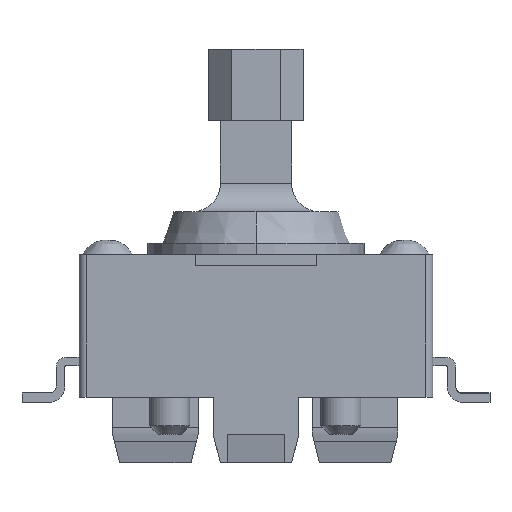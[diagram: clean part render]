
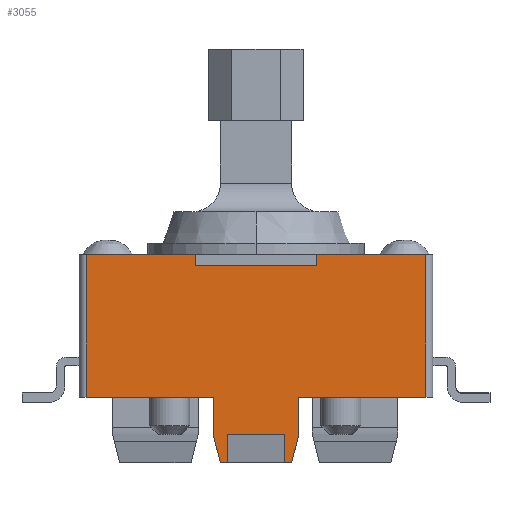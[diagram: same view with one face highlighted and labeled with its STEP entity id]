
A CAD part, front view. The second image highlights one B-rep face of the part: STEP entity #3055.
In plain terms, the highlighted planar face has unit normal (0, -1, 0).
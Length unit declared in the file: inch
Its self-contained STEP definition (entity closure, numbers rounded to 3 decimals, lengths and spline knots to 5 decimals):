
#93 = EDGE_CURVE ( 'NONE', #5820, #7583, #8000, .T. ) ;
#183 = AXIS2_PLACEMENT_3D ( 'NONE', #6353, #5963, #10364 ) ;
#259 = ORIENTED_EDGE ( 'NONE', *, *, #635, .T. ) ;
#309 = LINE ( 'NONE', #14079, #5904 ) ;
#402 = VERTEX_POINT ( 'NONE', #7949 ) ;
#403 = CARTESIAN_POINT ( 'NONE',  ( 0.23425, -0.24409, 0.1063 ) ) ;
#546 = CARTESIAN_POINT ( 'NONE',  ( -0.05906, -0.24409, -0.09055 ) ) ;
#576 = EDGE_CURVE ( 'NONE', #12294, #8905, #9356, .T. ) ;
#592 = EDGE_CURVE ( 'NONE', #10326, #891, #5549, .T. ) ;
#635 = EDGE_CURVE ( 'NONE', #891, #7583, #8511, .T. ) ;
#658 = VECTOR ( 'NONE', #1393, 39.37008 ) ;
#697 = CARTESIAN_POINT ( 'NONE',  ( -0.08366, -0.24409, 0.09055 ) ) ;
#754 = VERTEX_POINT ( 'NONE', #7547 ) ;
#768 = CARTESIAN_POINT ( 'NONE',  ( -0.05906, -0.24409, -0.09055 ) ) ;
#891 = VERTEX_POINT ( 'NONE', #546 ) ;
#1006 = VECTOR ( 'NONE', #11564, 39.37008 ) ;
#1245 = VECTOR ( 'NONE', #10108, 39.37008 ) ;
#1364 = EDGE_CURVE ( 'NONE', #9320, #3785, #9691, .T. ) ;
#1377 = EDGE_CURVE ( 'NONE', #5820, #754, #10903, .T. ) ;
#1393 = DIRECTION ( 'NONE',  ( 1., 0., 0. ) ) ;
#1496 = LINE ( 'NONE', #7714, #3378 ) ;
#1660 = DIRECTION ( 'NONE',  ( 1., 0., 0. ) ) ;
#1734 = ORIENTED_EDGE ( 'NONE', *, *, #12296, .F. ) ;
#1830 = CARTESIAN_POINT ( 'NONE',  ( -0.23425, -0.24409, -0.09055 ) ) ;
#1863 = LINE ( 'NONE', #4529, #12272 ) ;
#2020 = VERTEX_POINT ( 'NONE', #6651 ) ;
#2050 = DIRECTION ( 'NONE',  ( -0.243, 0., 0.97 ) ) ;
#2219 = VECTOR ( 'NONE', #3831, 39.37008 ) ;
#2302 = CARTESIAN_POINT ( 'NONE',  ( -0.23425, -0.24409, -0.09055 ) ) ;
#2340 = CARTESIAN_POINT ( 'NONE',  ( -0.03937, -0.24409, -0.14173 ) ) ;
#2371 = VECTOR ( 'NONE', #1660, 39.37008 ) ;
#2420 = CARTESIAN_POINT ( 'NONE',  ( -0.08366, -0.24409, 0.1063 ) ) ;
#2583 = CARTESIAN_POINT ( 'NONE',  ( 0.05906, -0.24409, -0.14173 ) ) ;
#2688 = EDGE_CURVE ( 'NONE', #6423, #13572, #7930, .T. ) ;
#3055 = ADVANCED_FACE ( 'NONE', ( #7634 ), #11973, .T. ) ;
#3162 = EDGE_CURVE ( 'NONE', #9247, #13572, #6608, .T. ) ;
#3284 = CARTESIAN_POINT ( 'NONE',  ( 0.03937, -0.24409, -0.14173 ) ) ;
#3378 = VECTOR ( 'NONE', #6525, 39.37008 ) ;
#3401 = EDGE_CURVE ( 'NONE', #402, #3785, #309, .T. ) ;
#3785 = VERTEX_POINT ( 'NONE', #5884 ) ;
#3811 = DIRECTION ( 'NONE',  ( -1., 0., 0. ) ) ;
#3831 = DIRECTION ( 'NONE',  ( 1., 0., 0. ) ) ;
#3837 = DIRECTION ( 'NONE',  ( 0., 0., 1. ) ) ;
#3935 = DIRECTION ( 'NONE',  ( 0., 0., -1. ) ) ;
#4006 = DIRECTION ( 'NONE',  ( 1., 0., 0. ) ) ;
#4026 = LINE ( 'NONE', #10791, #13955 ) ;
#4081 = EDGE_CURVE ( 'NONE', #754, #9247, #1863, .T. ) ;
#4135 = VECTOR ( 'NONE', #6406, 39.37008 ) ;
#4212 = ORIENTED_EDGE ( 'NONE', *, *, #1364, .F. ) ;
#4529 = CARTESIAN_POINT ( 'NONE',  ( -0.03937, -0.24409, -0.1811 ) ) ;
#4788 = VECTOR ( 'NONE', #3837, 39.37008 ) ;
#5086 = CARTESIAN_POINT ( 'NONE',  ( -0.08366, -0.24409, 0.1063 ) ) ;
#5133 = EDGE_CURVE ( 'NONE', #5266, #12294, #1496, .T. ) ;
#5149 = DIRECTION ( 'NONE',  ( 1., 0., 0. ) ) ;
#5266 = VERTEX_POINT ( 'NONE', #13472 ) ;
#5273 = LINE ( 'NONE', #2420, #1245 ) ;
#5291 = ORIENTED_EDGE ( 'NONE', *, *, #10808, .T. ) ;
#5426 = ORIENTED_EDGE ( 'NONE', *, *, #2688, .F. ) ;
#5477 = CARTESIAN_POINT ( 'NONE',  ( -0.04921, -0.24409, -0.1811 ) ) ;
#5549 = LINE ( 'NONE', #7158, #2219 ) ;
#5820 = VERTEX_POINT ( 'NONE', #7055 ) ;
#5884 = CARTESIAN_POINT ( 'NONE',  ( 0.23425, -0.24409, -0.09055 ) ) ;
#5898 = CARTESIAN_POINT ( 'NONE',  ( 0.03937, -0.24409, -0.1811 ) ) ;
#5904 = VECTOR ( 'NONE', #4006, 39.37008 ) ;
#5963 = DIRECTION ( 'NONE',  ( 0., -1., 0. ) ) ;
#6034 = VECTOR ( 'NONE', #7063, 39.37008 ) ;
#6297 = ORIENTED_EDGE ( 'NONE', *, *, #4081, .T. ) ;
#6353 = CARTESIAN_POINT ( 'NONE',  ( -0.25768, -0.24409, 0.12067 ) ) ;
#6406 = DIRECTION ( 'NONE',  ( 0., 0., -1. ) ) ;
#6423 = VERTEX_POINT ( 'NONE', #5898 ) ;
#6525 = DIRECTION ( 'NONE',  ( -1., 0., 0. ) ) ;
#6606 = EDGE_CURVE ( 'NONE', #6423, #2020, #6695, .T. ) ;
#6608 = LINE ( 'NONE', #9133, #658 ) ;
#6651 = CARTESIAN_POINT ( 'NONE',  ( 0.04921, -0.24409, -0.1811 ) ) ;
#6695 = LINE ( 'NONE', #13027, #12400 ) ;
#6915 = ORIENTED_EDGE ( 'NONE', *, *, #592, .T. ) ;
#7055 = CARTESIAN_POINT ( 'NONE',  ( -0.04921, -0.24409, -0.1811 ) ) ;
#7057 = CARTESIAN_POINT ( 'NONE',  ( -0.05906, -0.24409, -0.14173 ) ) ;
#7063 = DIRECTION ( 'NONE',  ( 0., 0., 1. ) ) ;
#7158 = CARTESIAN_POINT ( 'NONE',  ( -0.23425, -0.24409, -0.09055 ) ) ;
#7197 = VERTEX_POINT ( 'NONE', #14155 ) ;
#7261 = CARTESIAN_POINT ( 'NONE',  ( -0.08366, -0.24409, 0.09055 ) ) ;
#7281 = EDGE_CURVE ( 'NONE', #9191, #2020, #4026, .T. ) ;
#7372 = ORIENTED_EDGE ( 'NONE', *, *, #93, .F. ) ;
#7493 = EDGE_CURVE ( 'NONE', #8905, #7197, #5273, .T. ) ;
#7547 = CARTESIAN_POINT ( 'NONE',  ( -0.03937, -0.24409, -0.1811 ) ) ;
#7583 = VERTEX_POINT ( 'NONE', #7057 ) ;
#7634 = FACE_OUTER_BOUND ( 'NONE', #8234, .T. ) ;
#7714 = CARTESIAN_POINT ( 'NONE',  ( 0.08366, -0.24409, 0.09055 ) ) ;
#7750 = LINE ( 'NONE', #2583, #4788 ) ;
#7930 = LINE ( 'NONE', #8330, #6034 ) ;
#7949 = CARTESIAN_POINT ( 'NONE',  ( 0.05906, -0.24409, -0.09055 ) ) ;
#8000 = LINE ( 'NONE', #5477, #13538 ) ;
#8234 = EDGE_LOOP ( 'NONE', ( #4212, #10170, #5291, #12009, #8822, #9094, #1734, #6915, #259, #7372, #11854, #6297, #12034, #5426, #13448, #13398, #13102, #10143 ) ) ;
#8330 = CARTESIAN_POINT ( 'NONE',  ( 0.03937, -0.24409, -0.1811 ) ) ;
#8377 = LINE ( 'NONE', #1830, #9397 ) ;
#8383 = CARTESIAN_POINT ( 'NONE',  ( 0.23425, -0.24409, 0.1063 ) ) ;
#8511 = LINE ( 'NONE', #768, #4135 ) ;
#8766 = LINE ( 'NONE', #9842, #13437 ) ;
#8822 = ORIENTED_EDGE ( 'NONE', *, *, #576, .T. ) ;
#8905 = VERTEX_POINT ( 'NONE', #5086 ) ;
#9094 = ORIENTED_EDGE ( 'NONE', *, *, #7493, .T. ) ;
#9133 = CARTESIAN_POINT ( 'NONE',  ( -0.03937, -0.24409, -0.14173 ) ) ;
#9191 = VERTEX_POINT ( 'NONE', #11281 ) ;
#9247 = VERTEX_POINT ( 'NONE', #2340 ) ;
#9320 = VERTEX_POINT ( 'NONE', #403 ) ;
#9356 = LINE ( 'NONE', #7261, #1006 ) ;
#9392 = EDGE_CURVE ( 'NONE', #9191, #402, #7750, .T. ) ;
#9397 = VECTOR ( 'NONE', #10720, 39.37008 ) ;
#9664 = CARTESIAN_POINT ( 'NONE',  ( 0.08366, -0.24409, 0.1063 ) ) ;
#9691 = LINE ( 'NONE', #8383, #13858 ) ;
#9842 = CARTESIAN_POINT ( 'NONE',  ( 0.08366, -0.24409, 0.1063 ) ) ;
#9929 = DIRECTION ( 'NONE',  ( 0., 0., -1. ) ) ;
#10089 = VERTEX_POINT ( 'NONE', #9664 ) ;
#10108 = DIRECTION ( 'NONE',  ( -1., 0., 0. ) ) ;
#10143 = ORIENTED_EDGE ( 'NONE', *, *, #3401, .T. ) ;
#10170 = ORIENTED_EDGE ( 'NONE', *, *, #12264, .T. ) ;
#10211 = DIRECTION ( 'NONE',  ( 0., 0., 1. ) ) ;
#10326 = VERTEX_POINT ( 'NONE', #2302 ) ;
#10364 = DIRECTION ( 'NONE',  ( 0., 0., -1. ) ) ;
#10720 = DIRECTION ( 'NONE',  ( 0., 0., 1. ) ) ;
#10791 = CARTESIAN_POINT ( 'NONE',  ( 0.05906, -0.24409, -0.14173 ) ) ;
#10808 = EDGE_CURVE ( 'NONE', #10089, #5266, #8766, .T. ) ;
#10848 = DIRECTION ( 'NONE',  ( -0.243, 0., -0.97 ) ) ;
#10903 = LINE ( 'NONE', #11567, #2371 ) ;
#11281 = CARTESIAN_POINT ( 'NONE',  ( 0.05906, -0.24409, -0.14173 ) ) ;
#11564 = DIRECTION ( 'NONE',  ( 0., 0., 1. ) ) ;
#11567 = CARTESIAN_POINT ( 'NONE',  ( -0.04921, -0.24409, -0.1811 ) ) ;
#11854 = ORIENTED_EDGE ( 'NONE', *, *, #1377, .T. ) ;
#11973 = PLANE ( 'NONE',  #183 ) ;
#12009 = ORIENTED_EDGE ( 'NONE', *, *, #5133, .T. ) ;
#12034 = ORIENTED_EDGE ( 'NONE', *, *, #3162, .T. ) ;
#12264 = EDGE_CURVE ( 'NONE', #9320, #10089, #12691, .T. ) ;
#12272 = VECTOR ( 'NONE', #10211, 39.37008 ) ;
#12294 = VERTEX_POINT ( 'NONE', #697 ) ;
#12296 = EDGE_CURVE ( 'NONE', #10326, #7197, #8377, .T. ) ;
#12400 = VECTOR ( 'NONE', #5149, 39.37008 ) ;
#12691 = LINE ( 'NONE', #12841, #12854 ) ;
#12841 = CARTESIAN_POINT ( 'NONE',  ( 0.23425, -0.24409, 0.1063 ) ) ;
#12854 = VECTOR ( 'NONE', #3811, 39.37008 ) ;
#13027 = CARTESIAN_POINT ( 'NONE',  ( 0.03937, -0.24409, -0.1811 ) ) ;
#13102 = ORIENTED_EDGE ( 'NONE', *, *, #9392, .T. ) ;
#13398 = ORIENTED_EDGE ( 'NONE', *, *, #7281, .F. ) ;
#13437 = VECTOR ( 'NONE', #9929, 39.37008 ) ;
#13448 = ORIENTED_EDGE ( 'NONE', *, *, #6606, .T. ) ;
#13472 = CARTESIAN_POINT ( 'NONE',  ( 0.08366, -0.24409, 0.09055 ) ) ;
#13538 = VECTOR ( 'NONE', #2050, 39.37008 ) ;
#13572 = VERTEX_POINT ( 'NONE', #3284 ) ;
#13858 = VECTOR ( 'NONE', #3935, 39.37008 ) ;
#13955 = VECTOR ( 'NONE', #10848, 39.37008 ) ;
#14079 = CARTESIAN_POINT ( 'NONE',  ( 0.05906, -0.24409, -0.09055 ) ) ;
#14155 = CARTESIAN_POINT ( 'NONE',  ( -0.23425, -0.24409, 0.1063 ) ) ;
